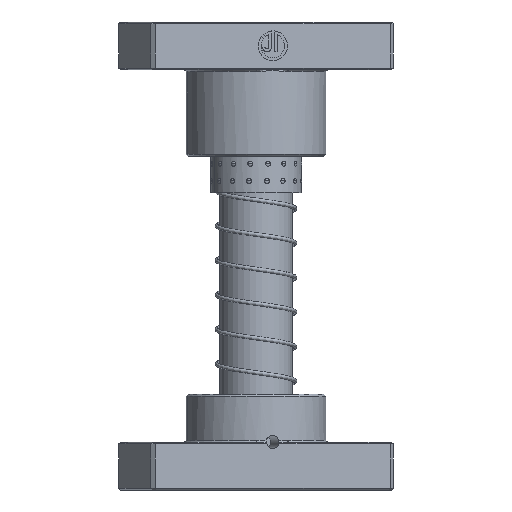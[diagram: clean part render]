
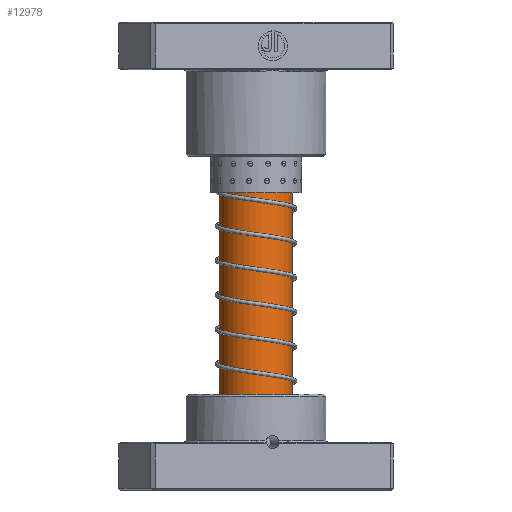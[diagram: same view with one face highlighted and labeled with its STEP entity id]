
A CAD part, front view. The second image highlights one B-rep face of the part: STEP entity #12978.
In plain terms, the highlighted cylindrical face has radius 19 mm (diameter 38 mm), a partial arc.
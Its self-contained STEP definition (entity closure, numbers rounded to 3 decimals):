
#378 = AXIS2_PLACEMENT_3D ( 'NONE', #40950, #20858, #884 ) ;
#884 = DIRECTION ( 'NONE',  ( -1., 0., 0. ) ) ;
#945 = EDGE_CURVE ( 'NONE', #2330, #40012, #29889, .T. ) ;
#972 = CYLINDRICAL_SURFACE ( 'NONE', #378, 19. ) ;
#1183 = VECTOR ( 'NONE', #4452, 1000. ) ;
#2330 = VERTEX_POINT ( 'NONE', #31328 ) ;
#3191 = DIRECTION ( 'NONE',  ( 0., 0., -1. ) ) ;
#4452 = DIRECTION ( 'NONE',  ( 0., 0., -1. ) ) ;
#6144 = EDGE_CURVE ( 'NONE', #19801, #33804, #28340, .T. ) ;
#7849 = CARTESIAN_POINT ( 'NONE',  ( 19., 0., 29.25 ) ) ;
#8398 = EDGE_LOOP ( 'NONE', ( #29151, #13995, #18533, #34699 ) ) ;
#12978 = ADVANCED_FACE ( 'NONE', ( #18703 ), #972, .T. ) ;
#13995 = ORIENTED_EDGE ( 'NONE', *, *, #945, .T. ) ;
#14219 = DIRECTION ( 'NONE',  ( 0., 0., -1. ) ) ;
#18533 = ORIENTED_EDGE ( 'NONE', *, *, #29171, .T. ) ;
#18586 = DIRECTION ( 'NONE',  ( 0., 0., -1. ) ) ;
#18703 = FACE_OUTER_BOUND ( 'NONE', #8398, .T. ) ;
#19801 = VERTEX_POINT ( 'NONE', #7849 ) ;
#19813 = CARTESIAN_POINT ( 'NONE',  ( 19., 0., 200. ) ) ;
#19902 = LINE ( 'NONE', #19813, #24579 ) ;
#20858 = DIRECTION ( 'NONE',  ( 0., 0., -1. ) ) ;
#24435 = CARTESIAN_POINT ( 'NONE',  ( -19., 0., 200. ) ) ;
#24579 = VECTOR ( 'NONE', #3191, 1000. ) ;
#25246 = CARTESIAN_POINT ( 'NONE',  ( -19., 0., 196. ) ) ;
#27821 = LINE ( 'NONE', #24435, #1183 ) ;
#28340 = CIRCLE ( 'NONE', #35593, 19. ) ;
#29151 = ORIENTED_EDGE ( 'NONE', *, *, #29981, .F. ) ;
#29171 = EDGE_CURVE ( 'NONE', #40012, #33804, #27821, .T. ) ;
#29889 = CIRCLE ( 'NONE', #42691, 19. ) ;
#29981 = EDGE_CURVE ( 'NONE', #2330, #19801, #19902, .T. ) ;
#31328 = CARTESIAN_POINT ( 'NONE',  ( 19., 0., 196. ) ) ;
#33804 = VERTEX_POINT ( 'NONE', #37423 ) ;
#34263 = CARTESIAN_POINT ( 'NONE',  ( 0., 0., 29.25 ) ) ;
#34699 = ORIENTED_EDGE ( 'NONE', *, *, #6144, .F. ) ;
#35593 = AXIS2_PLACEMENT_3D ( 'NONE', #34263, #14219, #37644 ) ;
#37423 = CARTESIAN_POINT ( 'NONE',  ( -19., 0., 29.25 ) ) ;
#37644 = DIRECTION ( 'NONE',  ( -1., 0., 0. ) ) ;
#38681 = CARTESIAN_POINT ( 'NONE',  ( 0., 0., 196. ) ) ;
#40012 = VERTEX_POINT ( 'NONE', #25246 ) ;
#40950 = CARTESIAN_POINT ( 'NONE',  ( 0., 0., 200. ) ) ;
#42045 = DIRECTION ( 'NONE',  ( 1., 0., 0. ) ) ;
#42691 = AXIS2_PLACEMENT_3D ( 'NONE', #38681, #18586, #42045 ) ;
